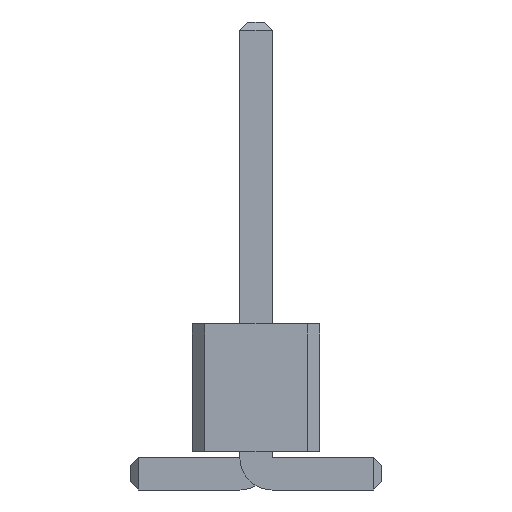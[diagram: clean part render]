
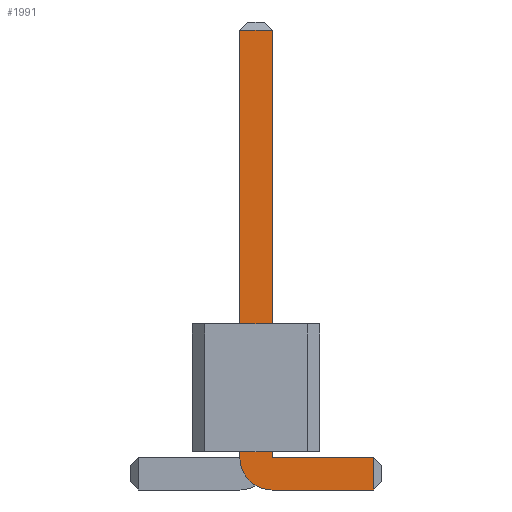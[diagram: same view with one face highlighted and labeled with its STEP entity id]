
A CAD part, front view. The second image highlights one B-rep face of the part: STEP entity #1991.
In plain terms, the highlighted planar face has unit normal (0, -1, 0).
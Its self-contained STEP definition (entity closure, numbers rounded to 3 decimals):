
#67=DIRECTION('',(1.,0.,0.));
#839=VECTOR('',#67,1.);
#892=DIRECTION('',(-1.,0.,0.));
#1661=VECTOR('',#892,1.);
#1800=DIRECTION('',(-0.,1.,0.));
#1801=DIRECTION('',(0.,0.,-1.));
#1808=VECTOR('',#1809,1.);
#1809=DIRECTION('',(0.,0.,1.));
#1820=VECTOR('',#1801,1.);
#1832=DIRECTION('',(0.,1.,0.));
#1833=DIRECTION('',(1.,0.,0.));
#1840=VERTEX_POINT('',#1841);
#1841=CARTESIAN_POINT('',(2.34,-16.83,0.));
#1844=ORIENTED_EDGE('',*,*,#1845,.T.);
#1845=EDGE_CURVE('',#1840,#1846,#1848,.T.);
#1846=VERTEX_POINT('',#1847);
#1847=CARTESIAN_POINT('',(0.32,-16.83,0.));
#1848=LINE('',#1849,#1661);
#1849=CARTESIAN_POINT('',(2.5,-16.83,0.));
#1886=VERTEX_POINT('',#1887);
#1887=CARTESIAN_POINT('',(-0.32,-16.83,0.64));
#1890=EDGE_CURVE('',#1846,#1886,#1891,.T.);
#1891=CIRCLE('',#1892,0.64);
#1892=AXIS2_PLACEMENT_3D('',#1893,#1800,#1801);
#1893=CARTESIAN_POINT('',(0.32,-16.83,0.64));
#1902=VERTEX_POINT('',#1893);
#1904=ORIENTED_EDGE('',*,*,#1905,.T.);
#1905=EDGE_CURVE('',#1902,#1906,#1908,.T.);
#1906=VERTEX_POINT('',#1907);
#1907=CARTESIAN_POINT('',(2.34,-16.83,0.64));
#1908=LINE('',#1893,#839);
#1918=ORIENTED_EDGE('',*,*,#1919,.T.);
#1919=EDGE_CURVE('',#1886,#1920,#1922,.T.);
#1920=VERTEX_POINT('',#1921);
#1921=CARTESIAN_POINT('',(-0.32,-16.83,9.14));
#1922=LINE('',#1923,#1808);
#1923=CARTESIAN_POINT('',(-0.32,-16.83,0.));
#1936=VERTEX_POINT('',#1937);
#1937=CARTESIAN_POINT('',(0.32,-16.83,9.14));
#1939=ORIENTED_EDGE('',*,*,#1940,.T.);
#1940=EDGE_CURVE('',#1936,#1902,#1941,.T.);
#1941=LINE('',#1942,#1820);
#1942=CARTESIAN_POINT('',(0.32,-16.83,9.3));
#1991=ADVANCED_FACE('',(#1992),#2001,.F.);
#1992=FACE_BOUND('',#1993,.F.);
#1993=EDGE_LOOP('',(#1844,#1994,#1918,#1995,#1939,#1904,#1998));
#1994=ORIENTED_EDGE('',*,*,#1890,.T.);
#1995=ORIENTED_EDGE('',*,*,#1996,.T.);
#1996=EDGE_CURVE('',#1920,#1936,#1997,.T.);
#1997=LINE('',#1921,#839);
#1998=ORIENTED_EDGE('',*,*,#1999,.T.);
#1999=EDGE_CURVE('',#1906,#1840,#2000,.T.);
#2000=LINE('',#1907,#1820);
#2001=PLANE('',#2002);
#2002=AXIS2_PLACEMENT_3D('',#2003,#1832,#1833);
#2003=CARTESIAN_POINT('',(0.311,-16.83,3.871));
